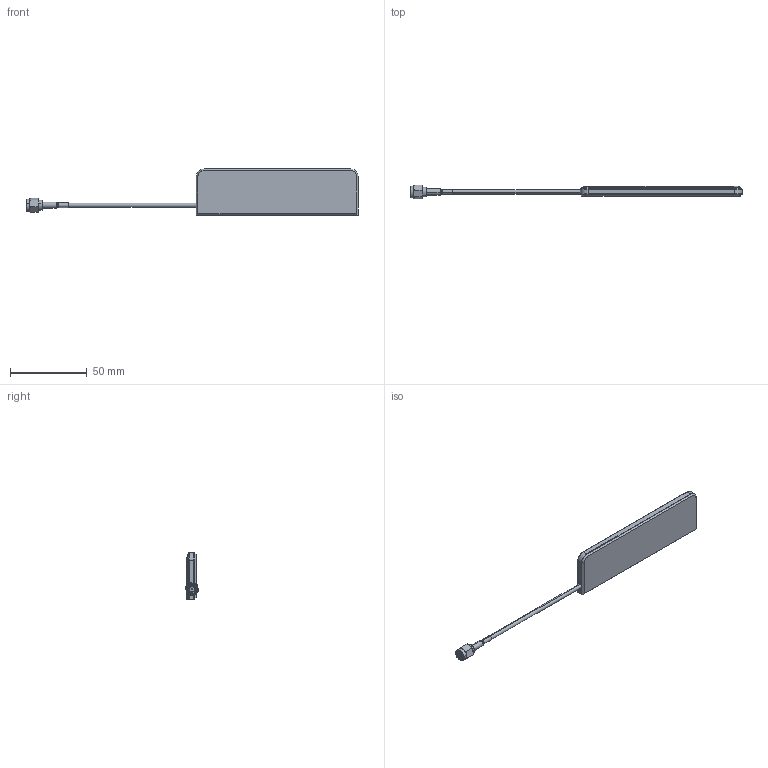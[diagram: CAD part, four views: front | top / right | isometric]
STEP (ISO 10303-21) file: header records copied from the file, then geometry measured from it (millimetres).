
FILE_DESCRIPTION (( 'STEP AP214' ), '1' );
FILE_NAME ('WSA.2400.A.101151_Web.STEP', '2022-03-14T16:20:19', ( '' ), ( '' ), 'SwSTEP 2.0', 'SolidWorks 2018', '' );
FILE_SCHEMA (( 'AUTOMOTIVE_DESIGN' ));
Length unit declared in the file: millimetre
Products named in the file (1): WSA.2400.A.101151_Web
Bounding box: 215.7 x 8.97 x 30 mm (x, y, z)
Surface area: 9510.1 mm2 (no closed solid volume)
Topology: 0 solids, 12 shells, 129 faces, 395 edges, 277 vertices
Faces by surface type: cylinder 47, plane 44, torus 21, cone 13, bspline 4
Entity records: 8034 total; most frequent: CARTESIAN_POINT 3284, DIRECTION 670, ORIENTED_EDGE 659, EDGE_CURVE 395, VERTEX_POINT 277, AXIS2_PLACEMENT_3D 248, LINE 174, VECTOR 174
